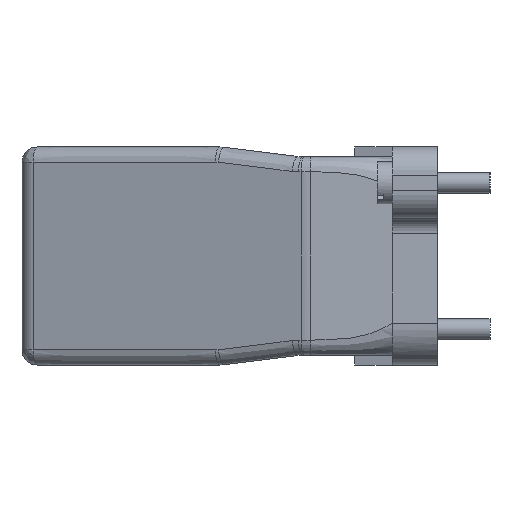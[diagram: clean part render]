
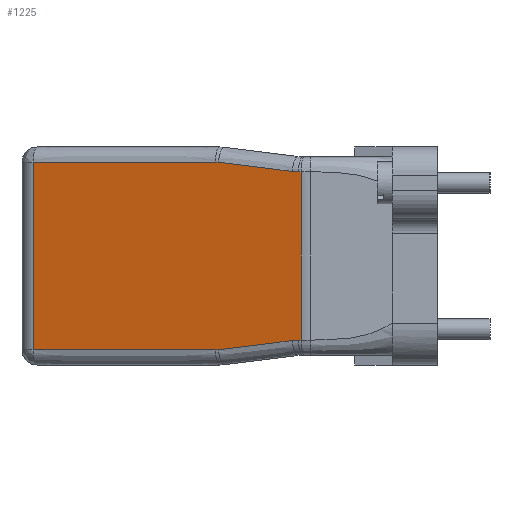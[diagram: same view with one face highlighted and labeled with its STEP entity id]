
A CAD part, left-side view. The second image highlights one B-rep face of the part: STEP entity #1225.
In plain terms, the highlighted planar face has unit normal (-0.966, 0.259, 0).
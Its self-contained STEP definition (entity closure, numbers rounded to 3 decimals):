
#778=B_SPLINE_CURVE_WITH_KNOTS('',3,(#10481,#10482,#10483,#10484),
 .UNSPECIFIED.,.F.,.F.,(4,4),(0.,1.),.UNSPECIFIED.);
#779=B_SPLINE_CURVE_WITH_KNOTS('',3,(#10486,#10487,#10488,#10489),
 .UNSPECIFIED.,.F.,.F.,(4,4),(0.,1.),.UNSPECIFIED.);
#780=B_SPLINE_CURVE_WITH_KNOTS('',3,(#10491,#10492,#10493,#10494),
 .UNSPECIFIED.,.F.,.F.,(4,4),(0.,1.),.UNSPECIFIED.);
#781=B_SPLINE_CURVE_WITH_KNOTS('',3,(#10496,#10497,#10498,#10499),
 .UNSPECIFIED.,.F.,.F.,(4,4),(0.,1.),.UNSPECIFIED.);
#782=B_SPLINE_CURVE_WITH_KNOTS('',3,(#10501,#10502,#10503,#10504),
 .UNSPECIFIED.,.F.,.F.,(4,4),(0.,1.),.UNSPECIFIED.);
#783=B_SPLINE_CURVE_WITH_KNOTS('',3,(#10508,#10509,#10510,#10511),
 .UNSPECIFIED.,.F.,.F.,(4,4),(0.,1.),.UNSPECIFIED.);
#784=B_SPLINE_CURVE_WITH_KNOTS('',3,(#10513,#10514,#10515,#10516),
 .UNSPECIFIED.,.F.,.F.,(4,4),(0.,1.),.UNSPECIFIED.);
#785=B_SPLINE_CURVE_WITH_KNOTS('',3,(#10518,#10519,#10520,#10521),
 .UNSPECIFIED.,.F.,.F.,(4,4),(0.,1.),.UNSPECIFIED.);
#786=B_SPLINE_CURVE_WITH_KNOTS('',3,(#10523,#10524,#10525,#10526),
 .UNSPECIFIED.,.F.,.F.,(4,4),(0.,1.),.UNSPECIFIED.);
#787=B_SPLINE_CURVE_WITH_KNOTS('',3,(#10528,#10529,#10530,#10531),
 .UNSPECIFIED.,.F.,.F.,(4,4),(0.,1.),.UNSPECIFIED.);
#1225=ADVANCED_FACE('',(#1723),#1465,.T.);
#1465=PLANE('',#6988);
#1723=FACE_OUTER_BOUND('',#2082,.T.);
#2082=EDGE_LOOP('',(#3735,#3736,#3737,#3738,#3739,#3740,#3741,#3742,#3743,
#3744,#3745,#3746));
#3735=ORIENTED_EDGE('',*,*,#5250,.T.);
#3736=ORIENTED_EDGE('',*,*,#5251,.T.);
#3737=ORIENTED_EDGE('',*,*,#5252,.T.);
#3738=ORIENTED_EDGE('',*,*,#5253,.T.);
#3739=ORIENTED_EDGE('',*,*,#5254,.T.);
#3740=ORIENTED_EDGE('',*,*,#5255,.F.);
#3741=ORIENTED_EDGE('',*,*,#5256,.T.);
#3742=ORIENTED_EDGE('',*,*,#5257,.T.);
#3743=ORIENTED_EDGE('',*,*,#5258,.T.);
#3744=ORIENTED_EDGE('',*,*,#5259,.T.);
#3745=ORIENTED_EDGE('',*,*,#5260,.T.);
#3746=ORIENTED_EDGE('',*,*,#5248,.T.);
#4468=VERTEX_POINT('',#10476);
#4469=VERTEX_POINT('',#10478);
#4470=VERTEX_POINT('',#10485);
#4471=VERTEX_POINT('',#10490);
#4472=VERTEX_POINT('',#10495);
#4473=VERTEX_POINT('',#10500);
#4474=VERTEX_POINT('',#10505);
#4475=VERTEX_POINT('',#10507);
#4476=VERTEX_POINT('',#10512);
#4477=VERTEX_POINT('',#10517);
#4478=VERTEX_POINT('',#10522);
#4479=VERTEX_POINT('',#10527);
#5248=EDGE_CURVE('',#4469,#4468,#5863,.T.);
#5250=EDGE_CURVE('',#4468,#4470,#778,.T.);
#5251=EDGE_CURVE('',#4470,#4471,#779,.T.);
#5252=EDGE_CURVE('',#4471,#4472,#780,.T.);
#5253=EDGE_CURVE('',#4472,#4473,#781,.T.);
#5254=EDGE_CURVE('',#4473,#4474,#782,.T.);
#5255=EDGE_CURVE('',#4475,#4474,#5864,.T.);
#5256=EDGE_CURVE('',#4475,#4476,#783,.T.);
#5257=EDGE_CURVE('',#4476,#4477,#784,.T.);
#5258=EDGE_CURVE('',#4477,#4478,#785,.T.);
#5259=EDGE_CURVE('',#4478,#4479,#786,.T.);
#5260=EDGE_CURVE('',#4479,#4469,#787,.T.);
#5863=LINE('',#10477,#6419);
#5864=LINE('',#10506,#6420);
#6419=VECTOR('',#8411,1.);
#6420=VECTOR('',#8416,1.);
#6988=AXIS2_PLACEMENT_3D('',#10532,#8417,#8418);
#8411=DIRECTION('',(0.,0.,-1.));
#8416=DIRECTION('',(0.,0.,-1.));
#8417=DIRECTION('',(-0.966,0.259,0.));
#8418=DIRECTION('',(-0.259,-0.966,0.));
#10476=CARTESIAN_POINT('',(-55.564,89.535,-25.));
#10477=CARTESIAN_POINT('',(-55.564,89.535,25.));
#10478=CARTESIAN_POINT('',(-55.564,89.535,25.));
#10481=CARTESIAN_POINT('',(-55.564,89.535,-25.));
#10482=CARTESIAN_POINT('',(-59.898,73.36,-25.));
#10483=CARTESIAN_POINT('',(-64.233,57.184,-25.));
#10484=CARTESIAN_POINT('',(-68.567,41.009,-25.));
#10485=CARTESIAN_POINT('',(-68.567,41.009,-25.));
#10486=CARTESIAN_POINT('',(-68.567,41.009,-25.));
#10487=CARTESIAN_POINT('',(-68.633,40.761,-25.));
#10488=CARTESIAN_POINT('',(-68.7,40.513,-24.985));
#10489=CARTESIAN_POINT('',(-68.766,40.266,-24.954));
#10490=CARTESIAN_POINT('',(-68.766,40.266,-24.954));
#10491=CARTESIAN_POINT('',(-68.766,40.266,-24.954));
#10492=CARTESIAN_POINT('',(-70.518,33.726,-24.138));
#10493=CARTESIAN_POINT('',(-72.271,27.186,-23.323));
#10494=CARTESIAN_POINT('',(-74.023,20.646,-22.508));
#10495=CARTESIAN_POINT('',(-74.023,20.646,-22.508));
#10496=CARTESIAN_POINT('',(-74.023,20.646,-22.508));
#10497=CARTESIAN_POINT('',(-74.177,20.072,-22.436));
#10498=CARTESIAN_POINT('',(-74.332,19.493,-22.4));
#10499=CARTESIAN_POINT('',(-74.487,18.914,-22.4));
#10500=CARTESIAN_POINT('',(-74.487,18.914,-22.4));
#10501=CARTESIAN_POINT('',(-74.487,18.914,-22.4));
#10502=CARTESIAN_POINT('',(-74.544,18.7,-22.4));
#10503=CARTESIAN_POINT('',(-74.602,18.486,-22.4));
#10504=CARTESIAN_POINT('',(-74.659,18.272,-22.4));
#10505=CARTESIAN_POINT('',(-74.659,18.272,-22.4));
#10506=CARTESIAN_POINT('',(-74.659,18.272,22.4));
#10507=CARTESIAN_POINT('',(-74.659,18.272,22.4));
#10508=CARTESIAN_POINT('',(-74.659,18.272,22.4));
#10509=CARTESIAN_POINT('',(-74.602,18.486,22.4));
#10510=CARTESIAN_POINT('',(-74.544,18.7,22.4));
#10511=CARTESIAN_POINT('',(-74.487,18.914,22.4));
#10512=CARTESIAN_POINT('',(-74.487,18.914,22.4));
#10513=CARTESIAN_POINT('',(-74.487,18.914,22.4));
#10514=CARTESIAN_POINT('',(-74.332,19.493,22.4));
#10515=CARTESIAN_POINT('',(-74.177,20.072,22.436));
#10516=CARTESIAN_POINT('',(-74.023,20.646,22.508));
#10517=CARTESIAN_POINT('',(-74.023,20.646,22.508));
#10518=CARTESIAN_POINT('',(-74.023,20.646,22.508));
#10519=CARTESIAN_POINT('',(-72.271,27.186,23.323));
#10520=CARTESIAN_POINT('',(-70.518,33.726,24.138));
#10521=CARTESIAN_POINT('',(-68.766,40.266,24.954));
#10522=CARTESIAN_POINT('',(-68.766,40.266,24.954));
#10523=CARTESIAN_POINT('',(-68.766,40.266,24.954));
#10524=CARTESIAN_POINT('',(-68.7,40.513,24.985));
#10525=CARTESIAN_POINT('',(-68.633,40.761,25.));
#10526=CARTESIAN_POINT('',(-68.567,41.009,25.));
#10527=CARTESIAN_POINT('',(-68.567,41.009,25.));
#10528=CARTESIAN_POINT('',(-68.567,41.009,25.));
#10529=CARTESIAN_POINT('',(-64.233,57.184,25.));
#10530=CARTESIAN_POINT('',(-59.898,73.36,25.));
#10531=CARTESIAN_POINT('',(-55.564,89.535,25.));
#10532=CARTESIAN_POINT('',(-55.538,89.632,-29.1));
